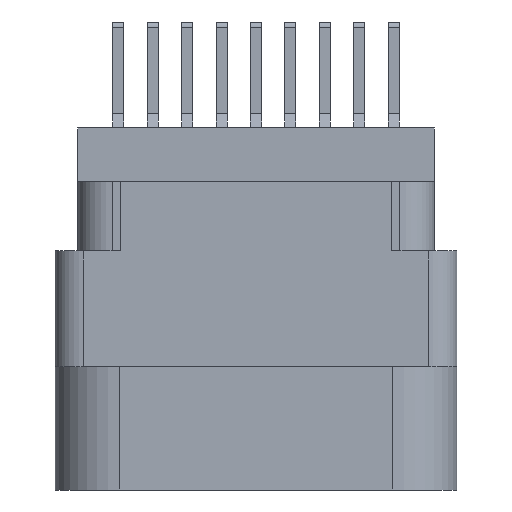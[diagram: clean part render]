
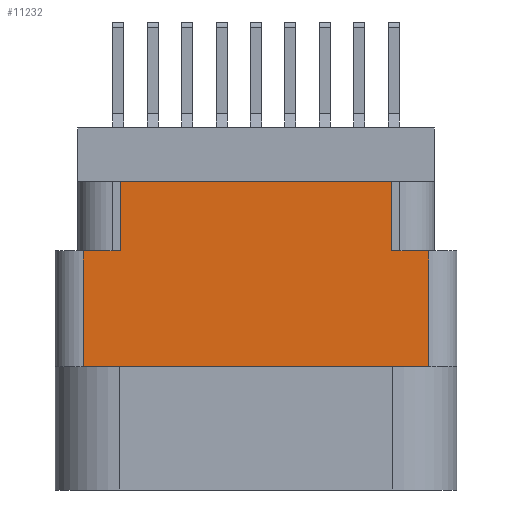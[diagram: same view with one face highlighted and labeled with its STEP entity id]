
A CAD part, left-side view. The second image highlights one B-rep face of the part: STEP entity #11232.
In plain terms, the highlighted planar face has unit normal (-1, 0, 0).
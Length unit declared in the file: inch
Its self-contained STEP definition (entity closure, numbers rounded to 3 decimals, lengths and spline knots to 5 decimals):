
#94 = VECTOR ( 'NONE', #6669, 39.37008 ) ;
#345 = EDGE_LOOP ( 'NONE', ( #6891, #37550, #24999, #28430, #28158, #6410, #36744, #2551 ) ) ;
#550 = CARTESIAN_POINT ( 'NONE',  ( -1., 0., -0.268 ) ) ;
#563 = DIRECTION ( 'NONE',  ( 0., -1., 0. ) ) ;
#716 = VERTEX_POINT ( 'NONE', #37523 ) ;
#1224 = VECTOR ( 'NONE', #6481, 39.37008 ) ;
#1884 = CARTESIAN_POINT ( 'NONE',  ( -1., -0.376, -0.52 ) ) ;
#2101 = VERTEX_POINT ( 'NONE', #4701 ) ;
#2551 = ORIENTED_EDGE ( 'NONE', *, *, #5852, .F. ) ;
#4098 = VECTOR ( 'NONE', #20489, 39.37008 ) ;
#4701 = CARTESIAN_POINT ( 'NONE',  ( -1., 0.296, -0.117 ) ) ;
#5852 = EDGE_CURVE ( 'NONE', #19467, #2101, #6231, .T. ) ;
#6231 = LINE ( 'NONE', #28443, #22685 ) ;
#6410 = ORIENTED_EDGE ( 'NONE', *, *, #20006, .T. ) ;
#6481 = DIRECTION ( 'NONE',  ( 0., 0., 1. ) ) ;
#6499 = CARTESIAN_POINT ( 'NONE',  ( -1., -0.296, -0.268 ) ) ;
#6669 = DIRECTION ( 'NONE',  ( 0., -1., 0. ) ) ;
#6891 = ORIENTED_EDGE ( 'NONE', *, *, #27824, .F. ) ;
#7104 = CARTESIAN_POINT ( 'NONE',  ( -1., -0.438, -0.789 ) ) ;
#7752 = CARTESIAN_POINT ( 'NONE',  ( -1., 0.376, -0.789 ) ) ;
#8013 = EDGE_CURVE ( 'NONE', #2101, #716, #24858, .T. ) ;
#9005 = VERTEX_POINT ( 'NONE', #10544 ) ;
#10544 = CARTESIAN_POINT ( 'NONE',  ( -1., 0.376, -0.268 ) ) ;
#11232 = ADVANCED_FACE ( 'NONE', ( #28473 ), #32926, .T. ) ;
#11516 = VECTOR ( 'NONE', #23333, 39.37008 ) ;
#11867 = DIRECTION ( 'NONE',  ( 0., 0., 1. ) ) ;
#12585 = VECTOR ( 'NONE', #19520, 39.37008 ) ;
#13177 = AXIS2_PLACEMENT_3D ( 'NONE', #7104, #19257, #22165 ) ;
#15405 = LINE ( 'NONE', #29521, #1224 ) ;
#16652 = LINE ( 'NONE', #6499, #25741 ) ;
#16832 = CARTESIAN_POINT ( 'NONE',  ( -1., -0.296, -0.268 ) ) ;
#16965 = VERTEX_POINT ( 'NONE', #1884 ) ;
#18529 = EDGE_CURVE ( 'NONE', #9005, #20666, #35777, .T. ) ;
#18739 = LINE ( 'NONE', #31666, #4098 ) ;
#19257 = DIRECTION ( 'NONE',  ( -1., 0., 0. ) ) ;
#19342 = VERTEX_POINT ( 'NONE', #31505 ) ;
#19467 = VERTEX_POINT ( 'NONE', #20949 ) ;
#19520 = DIRECTION ( 'NONE',  ( 0., 0., -1. ) ) ;
#20006 = EDGE_CURVE ( 'NONE', #36615, #716, #16652, .T. ) ;
#20489 = DIRECTION ( 'NONE',  ( 0., -1., 0. ) ) ;
#20666 = VERTEX_POINT ( 'NONE', #37489 ) ;
#20949 = CARTESIAN_POINT ( 'NONE',  ( -1., 0.296, -0.268 ) ) ;
#22165 = DIRECTION ( 'NONE',  ( 0., 0., 1. ) ) ;
#22685 = VECTOR ( 'NONE', #22842, 39.37008 ) ;
#22842 = DIRECTION ( 'NONE',  ( 0., 0., 1. ) ) ;
#23045 = EDGE_CURVE ( 'NONE', #16965, #19342, #15405, .T. ) ;
#23333 = DIRECTION ( 'NONE',  ( 0., -1., 0. ) ) ;
#23588 = CARTESIAN_POINT ( 'NONE',  ( -1., 0., -0.52 ) ) ;
#24858 = LINE ( 'NONE', #35428, #36919 ) ;
#24999 = ORIENTED_EDGE ( 'NONE', *, *, #25989, .T. ) ;
#25741 = VECTOR ( 'NONE', #11867, 39.37008 ) ;
#25989 = EDGE_CURVE ( 'NONE', #20666, #16965, #28831, .T. ) ;
#27824 = EDGE_CURVE ( 'NONE', #9005, #19467, #18739, .T. ) ;
#28158 = ORIENTED_EDGE ( 'NONE', *, *, #33847, .F. ) ;
#28430 = ORIENTED_EDGE ( 'NONE', *, *, #23045, .T. ) ;
#28443 = CARTESIAN_POINT ( 'NONE',  ( -1., 0.296, -0.268 ) ) ;
#28473 = FACE_OUTER_BOUND ( 'NONE', #345, .T. ) ;
#28831 = LINE ( 'NONE', #23588, #11516 ) ;
#29521 = CARTESIAN_POINT ( 'NONE',  ( -1., -0.376, -0.789 ) ) ;
#31505 = CARTESIAN_POINT ( 'NONE',  ( -1., -0.376, -0.268 ) ) ;
#31666 = CARTESIAN_POINT ( 'NONE',  ( -1., 0., -0.268 ) ) ;
#32926 = PLANE ( 'NONE',  #13177 ) ;
#33847 = EDGE_CURVE ( 'NONE', #36615, #19342, #36073, .T. ) ;
#35428 = CARTESIAN_POINT ( 'NONE',  ( -1., 0.438, -0.117 ) ) ;
#35777 = LINE ( 'NONE', #7752, #12585 ) ;
#36073 = LINE ( 'NONE', #550, #94 ) ;
#36615 = VERTEX_POINT ( 'NONE', #16832 ) ;
#36744 = ORIENTED_EDGE ( 'NONE', *, *, #8013, .F. ) ;
#36919 = VECTOR ( 'NONE', #563, 39.37008 ) ;
#37489 = CARTESIAN_POINT ( 'NONE',  ( -1., 0.376, -0.52 ) ) ;
#37523 = CARTESIAN_POINT ( 'NONE',  ( -1., -0.296, -0.117 ) ) ;
#37550 = ORIENTED_EDGE ( 'NONE', *, *, #18529, .T. ) ;
